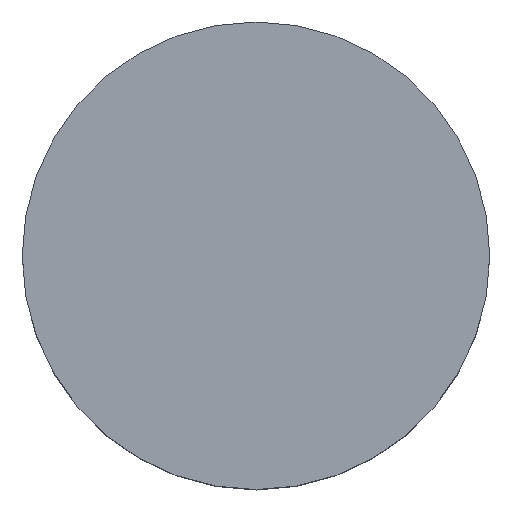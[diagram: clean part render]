
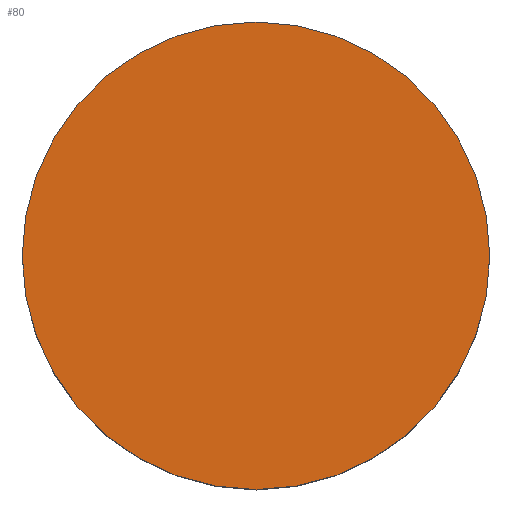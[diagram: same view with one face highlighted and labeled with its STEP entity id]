
A CAD part, top view. The second image highlights one B-rep face of the part: STEP entity #80.
In plain terms, the highlighted planar face has unit normal (0, 0, 1).
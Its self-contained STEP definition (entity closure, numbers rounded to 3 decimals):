
#54=PLANE('',#105);
#57=FACE_OUTER_BOUND('',#60,.T.);
#60=EDGE_LOOP('',(#76));
#63=CIRCLE('',#102,10.);
#66=VERTEX_POINT('',#163);
#68=EDGE_CURVE('',#66,#66,#63,.T.);
#76=ORIENTED_EDGE('',*,*,#68,.T.);
#80=ADVANCED_FACE('',(#57),#54,.T.);
#102=AXIS2_PLACEMENT_3D('',#164,#124,#125);
#105=AXIS2_PLACEMENT_3D('',#169,#131,#132);
#124=DIRECTION('center_axis',(0.,0.,1.));
#125=DIRECTION('ref_axis',(-1.,0.,0.));
#131=DIRECTION('center_axis',(0.,0.,1.));
#132=DIRECTION('ref_axis',(1.,0.,0.));
#163=CARTESIAN_POINT('',(10.,0.,10.));
#164=CARTESIAN_POINT('Origin',(0.,0.,10.));
#169=CARTESIAN_POINT('Origin',(0.,0.,10.));
